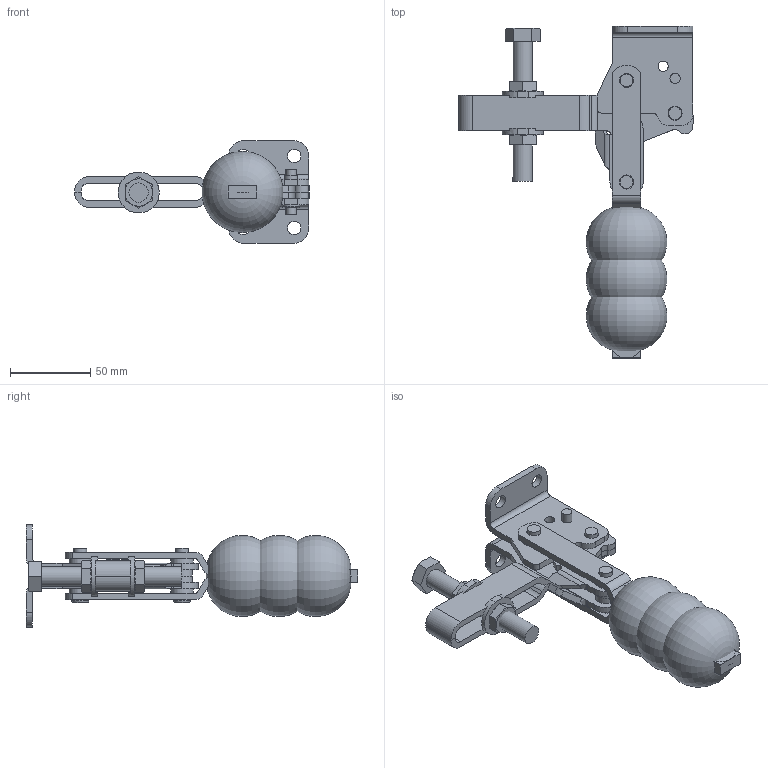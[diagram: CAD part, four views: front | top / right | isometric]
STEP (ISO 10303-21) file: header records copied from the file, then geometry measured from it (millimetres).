
FILE_DESCRIPTION(/* description */ ('Alibre Inc.'),/* implementation_level */ '2;1');
FILE_NAME(/* name */ 'export0',/* time_stamp */ '2012-02-17T12:03:38+01:00',/* author */ (''),/* organization */ (''),/* preprocessor_version */ 'ST-DEVELOPER v12',/* originating_system */ 'Alibre',/* authorisation */ '');
FILE_SCHEMA (('CONFIG_CONTROL_DESIGN'));
Length unit declared in the file: millimetre
Products named in the file (1): ID_1
Bounding box: 145.75 x 206.4 x 63.84 mm (x, y, z)
Volume: 266377.4 mm3; surface area: 112500.3 mm2
Topology: 26 solids, 26 shells, 334 faces, 800 edges, 507 vertices
Faces by surface type: plane 161, cylinder 132, cone 24, torus 13, bspline 4
Full cylindrical faces by diameter (mm): 6.35 x1, 6.375 x4, 8 x4, 8.075 x2, 8.125 x6, 8.33 x4, 8.5 x2, 8.75 x7, 10.4 x2, 10.5 x4, 12 x1, 12.705 x12, 12.89 x2, 12.915 x4, 14 x5
Entity records: 9236 total; most frequent: CARTESIAN_POINT 1964, DIRECTION 1382, ORIENTED_EDGE 1378, EDGE_CURVE 689, AXIS2_PLACEMENT_3D 616, FACE_BOUND 495, EDGE_LOOP 494, VERTEX_POINT 474
